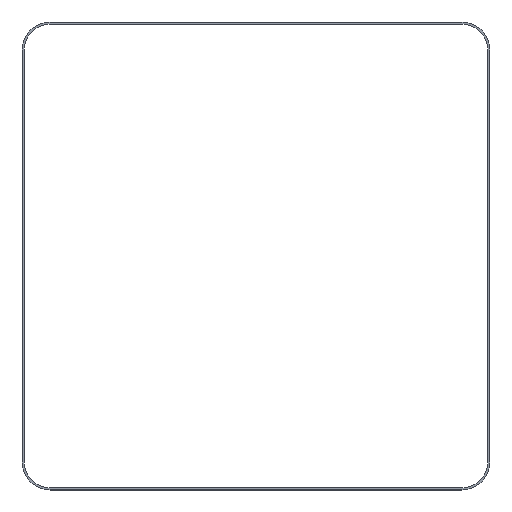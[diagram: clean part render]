
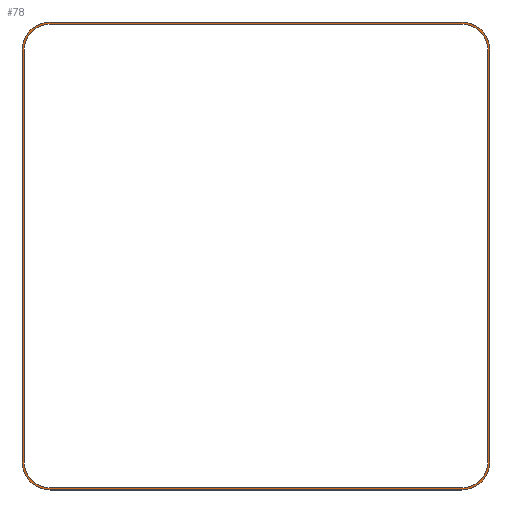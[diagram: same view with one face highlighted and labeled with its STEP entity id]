
A CAD part, top view. The second image highlights one B-rep face of the part: STEP entity #78.
In plain terms, the highlighted planar face has unit normal (0, 0, 1).
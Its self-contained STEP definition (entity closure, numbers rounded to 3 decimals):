
#78 = ADVANCED_FACE( '', ( #100, #101 ), #102, .F. );
#100 = FACE_BOUND( '', #138, .T. );
#101 = FACE_OUTER_BOUND( '', #139, .T. );
#102 = PLANE( '', #140 );
#138 = EDGE_LOOP( '', ( #191, #192, #193, #194, #195, #196, #197, #198 ) );
#139 = EDGE_LOOP( '', ( #199, #200, #201, #202, #203, #204, #205, #206 ) );
#140 = AXIS2_PLACEMENT_3D( '', #207, #208, #209 );
#191 = ORIENTED_EDGE( '', *, *, #331, .T. );
#192 = ORIENTED_EDGE( '', *, *, #332, .T. );
#193 = ORIENTED_EDGE( '', *, *, #326, .T. );
#194 = ORIENTED_EDGE( '', *, *, #330, .T. );
#195 = ORIENTED_EDGE( '', *, *, #333, .T. );
#196 = ORIENTED_EDGE( '', *, *, #334, .T. );
#197 = ORIENTED_EDGE( '', *, *, #335, .T. );
#198 = ORIENTED_EDGE( '', *, *, #336, .T. );
#199 = ORIENTED_EDGE( '', *, *, #322, .F. );
#200 = ORIENTED_EDGE( '', *, *, #337, .F. );
#201 = ORIENTED_EDGE( '', *, *, #338, .F. );
#202 = ORIENTED_EDGE( '', *, *, #339, .F. );
#203 = ORIENTED_EDGE( '', *, *, #340, .F. );
#204 = ORIENTED_EDGE( '', *, *, #341, .F. );
#205 = ORIENTED_EDGE( '', *, *, #342, .F. );
#206 = ORIENTED_EDGE( '', *, *, #343, .F. );
#207 = CARTESIAN_POINT( '', ( 9., 9., 141.978 ) );
#208 = DIRECTION( '', ( 0., 0., -1. ) );
#209 = DIRECTION( '', ( -1., 0., 0. ) );
#322 = EDGE_CURVE( '', #371, #373, #374, .T. );
#326 = EDGE_CURVE( '', #381, #379, #382, .T. );
#330 = EDGE_CURVE( '', #379, #386, #388, .T. );
#331 = EDGE_CURVE( '', #389, #390, #391, .T. );
#332 = EDGE_CURVE( '', #390, #381, #392, .T. );
#333 = EDGE_CURVE( '', #386, #393, #394, .T. );
#334 = EDGE_CURVE( '', #393, #395, #396, .T. );
#335 = EDGE_CURVE( '', #395, #397, #398, .T. );
#336 = EDGE_CURVE( '', #397, #389, #399, .T. );
#337 = EDGE_CURVE( '', #400, #371, #401, .T. );
#338 = EDGE_CURVE( '', #402, #400, #403, .T. );
#339 = EDGE_CURVE( '', #404, #402, #405, .T. );
#340 = EDGE_CURVE( '', #406, #404, #407, .T. );
#341 = EDGE_CURVE( '', #408, #406, #409, .T. );
#342 = EDGE_CURVE( '', #410, #408, #411, .T. );
#343 = EDGE_CURVE( '', #373, #410, #412, .T. );
#371 = VERTEX_POINT( '', #451 );
#373 = VERTEX_POINT( '', #454 );
#374 = CIRCLE( '', #455, 26.165 );
#379 = VERTEX_POINT( '', #461 );
#381 = VERTEX_POINT( '', #464 );
#382 = CIRCLE( '', #465, 24.165 );
#386 = VERTEX_POINT( '', #471 );
#388 = LINE( '', #474, #475 );
#389 = VERTEX_POINT( '', #476 );
#390 = VERTEX_POINT( '', #477 );
#391 = CIRCLE( '', #478, 24.165 );
#392 = LINE( '', #479, #480 );
#393 = VERTEX_POINT( '', #481 );
#394 = CIRCLE( '', #482, 24.165 );
#395 = VERTEX_POINT( '', #483 );
#396 = LINE( '', #484, #485 );
#397 = VERTEX_POINT( '', #486 );
#398 = CIRCLE( '', #487, 24.165 );
#399 = LINE( '', #488, #489 );
#400 = VERTEX_POINT( '', #490 );
#401 = LINE( '', #491, #492 );
#402 = VERTEX_POINT( '', #493 );
#403 = CIRCLE( '', #494, 26.165 );
#404 = VERTEX_POINT( '', #495 );
#405 = LINE( '', #496, #497 );
#406 = VERTEX_POINT( '', #498 );
#407 = CIRCLE( '', #499, 26.165 );
#408 = VERTEX_POINT( '', #500 );
#409 = LINE( '', #501, #502 );
#410 = VERTEX_POINT( '', #503 );
#411 = CIRCLE( '', #504, 26.165 );
#412 = LINE( '', #505, #506 );
#451 = CARTESIAN_POINT( '', ( 9., 35.165, 141.978 ) );
#454 = CARTESIAN_POINT( '', ( 35.165, 9., 141.978 ) );
#455 = AXIS2_PLACEMENT_3D( '', #564, #565, #566 );
#461 = CARTESIAN_POINT( '', ( 9., -397.165, 141.978 ) );
#464 = CARTESIAN_POINT( '', ( 33.165, -373., 141.978 ) );
#465 = AXIS2_PLACEMENT_3D( '', #572, #573, #574 );
#471 = CARTESIAN_POINT( '', ( -373., -397.165, 141.978 ) );
#474 = CARTESIAN_POINT( '', ( 9., -397.165, 141.978 ) );
#475 = VECTOR( '', #578, 1000. );
#476 = CARTESIAN_POINT( '', ( 9., 33.165, 141.978 ) );
#477 = CARTESIAN_POINT( '', ( 33.165, 9., 141.978 ) );
#478 = AXIS2_PLACEMENT_3D( '', #579, #580, #581 );
#479 = CARTESIAN_POINT( '', ( 33.165, 9., 141.978 ) );
#480 = VECTOR( '', #582, 1000. );
#481 = CARTESIAN_POINT( '', ( -397.165, -373., 141.978 ) );
#482 = AXIS2_PLACEMENT_3D( '', #583, #584, #585 );
#483 = CARTESIAN_POINT( '', ( -397.165, 9., 141.978 ) );
#484 = CARTESIAN_POINT( '', ( -397.165, -373., 141.978 ) );
#485 = VECTOR( '', #586, 1000. );
#486 = CARTESIAN_POINT( '', ( -373., 33.165, 141.978 ) );
#487 = AXIS2_PLACEMENT_3D( '', #587, #588, #589 );
#488 = CARTESIAN_POINT( '', ( -373., 33.165, 141.978 ) );
#489 = VECTOR( '', #590, 1000. );
#490 = CARTESIAN_POINT( '', ( -373., 35.165, 141.978 ) );
#491 = CARTESIAN_POINT( '', ( -373., 35.165, 141.978 ) );
#492 = VECTOR( '', #591, 1000. );
#493 = CARTESIAN_POINT( '', ( -399.165, 9., 141.978 ) );
#494 = AXIS2_PLACEMENT_3D( '', #592, #593, #594 );
#495 = CARTESIAN_POINT( '', ( -399.165, -373., 141.978 ) );
#496 = CARTESIAN_POINT( '', ( -399.165, -373., 141.978 ) );
#497 = VECTOR( '', #595, 1000. );
#498 = CARTESIAN_POINT( '', ( -373., -399.165, 141.978 ) );
#499 = AXIS2_PLACEMENT_3D( '', #596, #597, #598 );
#500 = CARTESIAN_POINT( '', ( 9., -399.165, 141.978 ) );
#501 = CARTESIAN_POINT( '', ( 9., -399.165, 141.978 ) );
#502 = VECTOR( '', #599, 1000. );
#503 = CARTESIAN_POINT( '', ( 35.165, -373., 141.978 ) );
#504 = AXIS2_PLACEMENT_3D( '', #600, #601, #602 );
#505 = CARTESIAN_POINT( '', ( 35.165, 9., 141.978 ) );
#506 = VECTOR( '', #603, 1000. );
#564 = CARTESIAN_POINT( '', ( 9., 9., 141.978 ) );
#565 = DIRECTION( '', ( 0., 0., -1. ) );
#566 = DIRECTION( '', ( -1., 0., 0. ) );
#572 = CARTESIAN_POINT( '', ( 9., -373., 141.978 ) );
#573 = DIRECTION( '', ( 0., 0., -1. ) );
#574 = DIRECTION( '', ( 1., 0., 0. ) );
#578 = DIRECTION( '', ( -1., 0., 0. ) );
#579 = CARTESIAN_POINT( '', ( 9., 9., 141.978 ) );
#580 = DIRECTION( '', ( 0., 0., -1. ) );
#581 = DIRECTION( '', ( -1., 0., 0. ) );
#582 = DIRECTION( '', ( 0., -1., 0. ) );
#583 = CARTESIAN_POINT( '', ( -373., -373., 141.978 ) );
#584 = DIRECTION( '', ( 0., 0., -1. ) );
#585 = DIRECTION( '', ( 1., 0., 0. ) );
#586 = DIRECTION( '', ( 0., 1., 0. ) );
#587 = CARTESIAN_POINT( '', ( -373., 9., 141.978 ) );
#588 = DIRECTION( '', ( 0., 0., -1. ) );
#589 = DIRECTION( '', ( 1., 0., 0. ) );
#590 = DIRECTION( '', ( 1., 0., 0. ) );
#591 = DIRECTION( '', ( 1., 0., 0. ) );
#592 = CARTESIAN_POINT( '', ( -373., 9., 141.978 ) );
#593 = DIRECTION( '', ( 0., 0., -1. ) );
#594 = DIRECTION( '', ( 1., 0., 0. ) );
#595 = DIRECTION( '', ( 0., 1., 0. ) );
#596 = CARTESIAN_POINT( '', ( -373., -373., 141.978 ) );
#597 = DIRECTION( '', ( 0., 0., -1. ) );
#598 = DIRECTION( '', ( 1., 0., 0. ) );
#599 = DIRECTION( '', ( -1., 0., 0. ) );
#600 = CARTESIAN_POINT( '', ( 9., -373., 141.978 ) );
#601 = DIRECTION( '', ( 0., 0., -1. ) );
#602 = DIRECTION( '', ( 1., 0., 0. ) );
#603 = DIRECTION( '', ( 0., -1., 0. ) );
